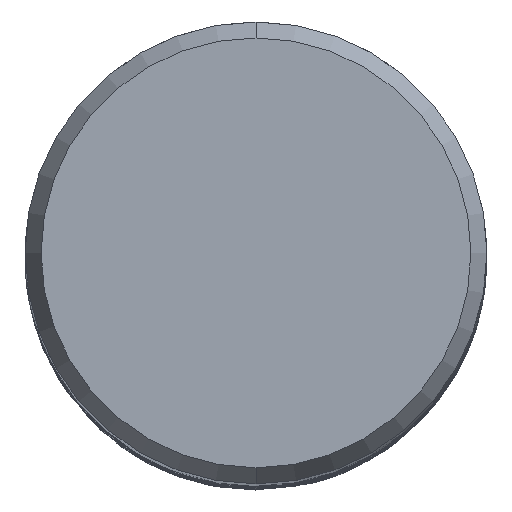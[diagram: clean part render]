
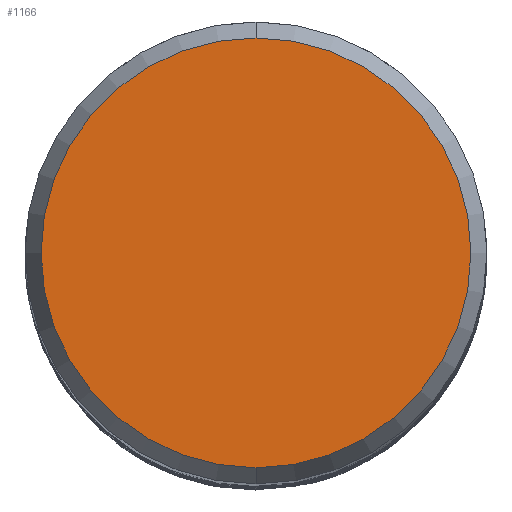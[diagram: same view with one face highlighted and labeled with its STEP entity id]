
A CAD part, top view. The second image highlights one B-rep face of the part: STEP entity #1166.
In plain terms, the highlighted planar face has unit normal (0, 0, 1).
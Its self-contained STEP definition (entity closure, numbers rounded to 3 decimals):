
#1144=EDGE_CURVE('',#2218,#1698,#2769,.T.);
#1166=ADVANCED_FACE('',(#2792),#2793,.T.);
#1344=EDGE_CURVE('',#1698,#2218,#2984,.T.);
#1698=VERTEX_POINT('',#3370);
#2218=VERTEX_POINT('',#3936);
#2769=CIRCLE('',#9753,9.307);
#2792=FACE_OUTER_BOUND('',#10001,.T.);
#2793=PLANE('',#10002);
#2984=CIRCLE('',#11898,9.307);
#3370=CARTESIAN_POINT('',(0.0,9.307,0.0));
#3936=CARTESIAN_POINT('',(0.,-9.307,0.0));
#9753=AXIS2_PLACEMENT_3D('',#28880,#28881,#28882);
#10001=EDGE_LOOP('',(#28897,#28898));
#10002=AXIS2_PLACEMENT_3D('',#28899,#28900,#28901);
#11898=AXIS2_PLACEMENT_3D('',#29090,#29091,#29092);
#28880=CARTESIAN_POINT('',(0.0,0.0,0.0));
#28881=DIRECTION('',(0.0,0.0,-1.0));
#28882=DIRECTION('',(0.0,1.0,0.0));
#28897=ORIENTED_EDGE('',*,*,#1344,.F.);
#28898=ORIENTED_EDGE('',*,*,#1144,.F.);
#28899=CARTESIAN_POINT('',(0.0,4.654,0.0));
#28900=DIRECTION('',(-0.0,0.0,1.0));
#28901=DIRECTION('',(0.0,-1.0,0.0));
#29090=CARTESIAN_POINT('',(0.0,0.0,0.0));
#29091=DIRECTION('',(0.0,0.0,-1.0));
#29092=DIRECTION('',(0.0,1.0,0.0));
